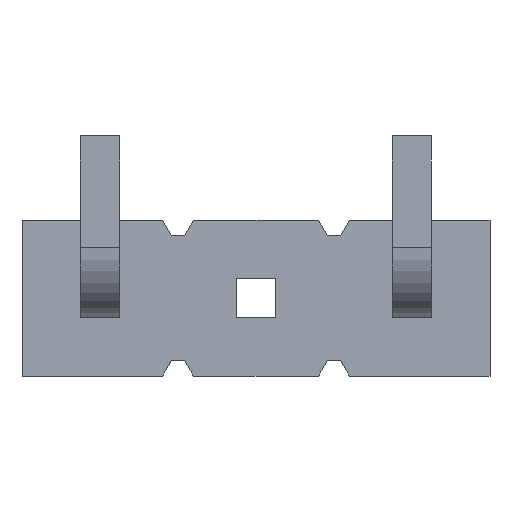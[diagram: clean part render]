
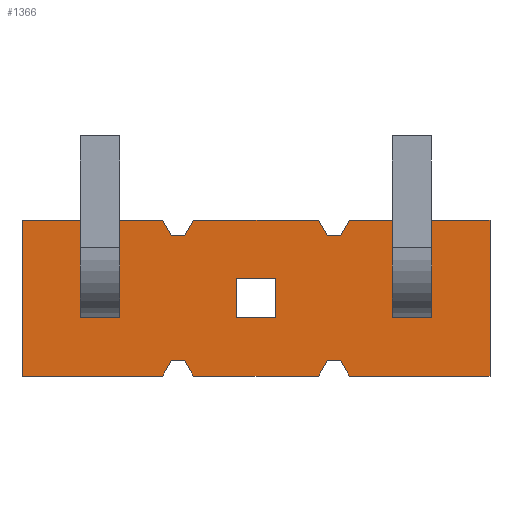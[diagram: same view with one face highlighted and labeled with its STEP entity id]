
A CAD part, front view. The second image highlights one B-rep face of the part: STEP entity #1366.
In plain terms, the highlighted planar face has unit normal (0, -1, 0).
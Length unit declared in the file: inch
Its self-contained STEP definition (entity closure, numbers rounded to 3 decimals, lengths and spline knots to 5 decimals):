
#267=ORIENTED_EDGE('',*,*,#555,.T.);
#268=ORIENTED_EDGE('',*,*,#556,.T.);
#269=ORIENTED_EDGE('',*,*,#557,.T.);
#270=ORIENTED_EDGE('',*,*,#558,.T.);
#271=ORIENTED_EDGE('',*,*,#559,.T.);
#272=ORIENTED_EDGE('',*,*,#560,.T.);
#273=ORIENTED_EDGE('',*,*,#561,.T.);
#274=ORIENTED_EDGE('',*,*,#562,.T.);
#275=ORIENTED_EDGE('',*,*,#563,.T.);
#276=ORIENTED_EDGE('',*,*,#564,.T.);
#277=ORIENTED_EDGE('',*,*,#565,.T.);
#278=ORIENTED_EDGE('',*,*,#566,.T.);
#279=ORIENTED_EDGE('',*,*,#567,.T.);
#280=ORIENTED_EDGE('',*,*,#568,.T.);
#281=ORIENTED_EDGE('',*,*,#569,.T.);
#282=ORIENTED_EDGE('',*,*,#570,.F.);
#283=ORIENTED_EDGE('',*,*,#571,.T.);
#284=ORIENTED_EDGE('',*,*,#572,.T.);
#285=ORIENTED_EDGE('',*,*,#573,.T.);
#286=ORIENTED_EDGE('',*,*,#574,.F.);
#287=ORIENTED_EDGE('',*,*,#575,.F.);
#288=ORIENTED_EDGE('',*,*,#576,.F.);
#289=ORIENTED_EDGE('',*,*,#577,.T.);
#290=ORIENTED_EDGE('',*,*,#578,.T.);
#291=ORIENTED_EDGE('',*,*,#579,.T.);
#292=ORIENTED_EDGE('',*,*,#580,.F.);
#293=ORIENTED_EDGE('',*,*,#581,.T.);
#294=ORIENTED_EDGE('',*,*,#582,.T.);
#295=ORIENTED_EDGE('',*,*,#583,.T.);
#296=ORIENTED_EDGE('',*,*,#584,.F.);
#297=ORIENTED_EDGE('',*,*,#585,.F.);
#298=ORIENTED_EDGE('',*,*,#586,.F.);
#555=EDGE_CURVE('',#715,#716,#867,.T.);
#556=EDGE_CURVE('',#716,#717,#868,.T.);
#557=EDGE_CURVE('',#717,#718,#869,.T.);
#558=EDGE_CURVE('',#718,#715,#870,.T.);
#559=EDGE_CURVE('',#719,#720,#871,.T.);
#560=EDGE_CURVE('',#720,#721,#872,.T.);
#561=EDGE_CURVE('',#721,#722,#873,.T.);
#562=EDGE_CURVE('',#722,#719,#874,.T.);
#563=EDGE_CURVE('',#723,#724,#875,.T.);
#564=EDGE_CURVE('',#724,#725,#876,.T.);
#565=EDGE_CURVE('',#725,#726,#877,.T.);
#566=EDGE_CURVE('',#726,#723,#878,.T.);
#567=EDGE_CURVE('',#727,#728,#879,.T.);
#568=EDGE_CURVE('',#728,#729,#880,.T.);
#569=EDGE_CURVE('',#729,#730,#881,.T.);
#570=EDGE_CURVE('',#731,#730,#882,.T.);
#571=EDGE_CURVE('',#731,#732,#883,.T.);
#572=EDGE_CURVE('',#732,#733,#884,.T.);
#573=EDGE_CURVE('',#733,#734,#885,.T.);
#574=EDGE_CURVE('',#735,#734,#886,.T.);
#575=EDGE_CURVE('',#736,#735,#887,.T.);
#576=EDGE_CURVE('',#737,#736,#888,.T.);
#577=EDGE_CURVE('',#737,#738,#889,.T.);
#578=EDGE_CURVE('',#738,#739,#890,.T.);
#579=EDGE_CURVE('',#739,#740,#891,.T.);
#580=EDGE_CURVE('',#741,#740,#892,.T.);
#581=EDGE_CURVE('',#741,#742,#893,.T.);
#582=EDGE_CURVE('',#742,#743,#894,.T.);
#583=EDGE_CURVE('',#743,#744,#895,.T.);
#584=EDGE_CURVE('',#745,#744,#896,.T.);
#585=EDGE_CURVE('',#746,#745,#897,.T.);
#586=EDGE_CURVE('',#727,#746,#898,.T.);
#715=VERTEX_POINT('',#2108);
#716=VERTEX_POINT('',#2109);
#717=VERTEX_POINT('',#2111);
#718=VERTEX_POINT('',#2113);
#719=VERTEX_POINT('',#2116);
#720=VERTEX_POINT('',#2117);
#721=VERTEX_POINT('',#2119);
#722=VERTEX_POINT('',#2121);
#723=VERTEX_POINT('',#2124);
#724=VERTEX_POINT('',#2125);
#725=VERTEX_POINT('',#2127);
#726=VERTEX_POINT('',#2129);
#727=VERTEX_POINT('',#2132);
#728=VERTEX_POINT('',#2133);
#729=VERTEX_POINT('',#2135);
#730=VERTEX_POINT('',#2137);
#731=VERTEX_POINT('',#2139);
#732=VERTEX_POINT('',#2141);
#733=VERTEX_POINT('',#2143);
#734=VERTEX_POINT('',#2145);
#735=VERTEX_POINT('',#2147);
#736=VERTEX_POINT('',#2149);
#737=VERTEX_POINT('',#2151);
#738=VERTEX_POINT('',#2153);
#739=VERTEX_POINT('',#2155);
#740=VERTEX_POINT('',#2157);
#741=VERTEX_POINT('',#2159);
#742=VERTEX_POINT('',#2161);
#743=VERTEX_POINT('',#2163);
#744=VERTEX_POINT('',#2165);
#745=VERTEX_POINT('',#2167);
#746=VERTEX_POINT('',#2169);
#867=LINE('',#2107,#1051);
#868=LINE('',#2110,#1052);
#869=LINE('',#2112,#1053);
#870=LINE('',#2114,#1054);
#871=LINE('',#2115,#1055);
#872=LINE('',#2118,#1056);
#873=LINE('',#2120,#1057);
#874=LINE('',#2122,#1058);
#875=LINE('',#2123,#1059);
#876=LINE('',#2126,#1060);
#877=LINE('',#2128,#1061);
#878=LINE('',#2130,#1062);
#879=LINE('',#2131,#1063);
#880=LINE('',#2134,#1064);
#881=LINE('',#2136,#1065);
#882=LINE('',#2138,#1066);
#883=LINE('',#2140,#1067);
#884=LINE('',#2142,#1068);
#885=LINE('',#2144,#1069);
#886=LINE('',#2146,#1070);
#887=LINE('',#2148,#1071);
#888=LINE('',#2150,#1072);
#889=LINE('',#2152,#1073);
#890=LINE('',#2154,#1074);
#891=LINE('',#2156,#1075);
#892=LINE('',#2158,#1076);
#893=LINE('',#2160,#1077);
#894=LINE('',#2162,#1078);
#895=LINE('',#2164,#1079);
#896=LINE('',#2166,#1080);
#897=LINE('',#2168,#1081);
#898=LINE('',#2170,#1082);
#1051=VECTOR('',#1715,39.37008);
#1052=VECTOR('',#1716,39.37008);
#1053=VECTOR('',#1717,39.37008);
#1054=VECTOR('',#1718,39.37008);
#1055=VECTOR('',#1719,39.37008);
#1056=VECTOR('',#1720,39.37008);
#1057=VECTOR('',#1721,39.37008);
#1058=VECTOR('',#1722,39.37008);
#1059=VECTOR('',#1723,39.37008);
#1060=VECTOR('',#1724,39.37008);
#1061=VECTOR('',#1725,39.37008);
#1062=VECTOR('',#1726,39.37008);
#1063=VECTOR('',#1727,39.37008);
#1064=VECTOR('',#1728,39.37008);
#1065=VECTOR('',#1729,39.37008);
#1066=VECTOR('',#1730,39.37008);
#1067=VECTOR('',#1731,39.37008);
#1068=VECTOR('',#1732,39.37008);
#1069=VECTOR('',#1733,39.37008);
#1070=VECTOR('',#1734,39.37008);
#1071=VECTOR('',#1735,39.37008);
#1072=VECTOR('',#1736,39.37008);
#1073=VECTOR('',#1737,39.37008);
#1074=VECTOR('',#1738,39.37008);
#1075=VECTOR('',#1739,39.37008);
#1076=VECTOR('',#1740,39.37008);
#1077=VECTOR('',#1741,39.37008);
#1078=VECTOR('',#1742,39.37008);
#1079=VECTOR('',#1743,39.37008);
#1080=VECTOR('',#1744,39.37008);
#1081=VECTOR('',#1745,39.37008);
#1082=VECTOR('',#1746,39.37008);
#1155=EDGE_LOOP('',(#267,#268,#269,#270));
#1156=EDGE_LOOP('',(#271,#272,#273,#274));
#1157=EDGE_LOOP('',(#275,#276,#277,#278));
#1158=EDGE_LOOP('',(#279,#280,#281,#282,#283,#284,#285,#286,#287,#288,#289,
#290,#291,#292,#293,#294,#295,#296,#297,#298));
#1231=FACE_BOUND('',#1155,.T.);
#1232=FACE_BOUND('',#1156,.T.);
#1233=FACE_BOUND('',#1157,.T.);
#1234=FACE_BOUND('',#1158,.T.);
#1298=PLANE('',#1469);
#1366=ADVANCED_FACE('',(#1231,#1232,#1233,#1234),#1298,.F.);
#1469=AXIS2_PLACEMENT_3D('',#2106,#1713,#1714);
#1713=DIRECTION('',(0.,1.,0.));
#1714=DIRECTION('',(0.,0.,1.));
#1715=DIRECTION('',(0.,0.,1.));
#1716=DIRECTION('',(1.,0.,0.));
#1717=DIRECTION('',(0.,0.,-1.));
#1718=DIRECTION('',(-1.,0.,0.));
#1719=DIRECTION('',(0.,0.,1.));
#1720=DIRECTION('',(1.,0.,0.));
#1721=DIRECTION('',(0.,0.,-1.));
#1722=DIRECTION('',(-1.,0.,0.));
#1723=DIRECTION('',(0.,0.,1.));
#1724=DIRECTION('',(1.,0.,0.));
#1725=DIRECTION('',(0.,0.,-1.));
#1726=DIRECTION('',(-1.,0.,0.));
#1727=DIRECTION('',(0.5,0.,0.866));
#1728=DIRECTION('',(1.,0.,0.));
#1729=DIRECTION('',(0.5,0.,-0.866));
#1730=DIRECTION('',(-1.,0.,0.));
#1731=DIRECTION('',(0.5,0.,0.866));
#1732=DIRECTION('',(1.,0.,0.));
#1733=DIRECTION('',(0.5,0.,-0.866));
#1734=DIRECTION('',(-1.,0.,0.));
#1735=DIRECTION('',(0.,0.,-1.));
#1736=DIRECTION('',(1.,0.,0.));
#1737=DIRECTION('',(-0.5,0.,-0.866));
#1738=DIRECTION('',(-1.,0.,0.));
#1739=DIRECTION('',(-0.5,0.,0.866));
#1740=DIRECTION('',(1.,0.,0.));
#1741=DIRECTION('',(-0.5,0.,-0.866));
#1742=DIRECTION('',(-1.,0.,0.));
#1743=DIRECTION('',(-0.5,0.,0.866));
#1744=DIRECTION('',(1.,0.,0.));
#1745=DIRECTION('',(0.,0.,1.));
#1746=DIRECTION('',(-1.,0.,0.));
#2106=CARTESIAN_POINT('',(0.,-0.05,0.));
#2107=CARTESIAN_POINT('',(-0.1125,-0.05,-0.0125));
#2108=CARTESIAN_POINT('',(-0.1125,-0.05,-0.0125));
#2109=CARTESIAN_POINT('',(-0.1125,-0.05,0.0125));
#2110=CARTESIAN_POINT('',(-0.1125,-0.05,0.0125));
#2111=CARTESIAN_POINT('',(-0.0875,-0.05,0.0125));
#2112=CARTESIAN_POINT('',(-0.0875,-0.05,0.0125));
#2113=CARTESIAN_POINT('',(-0.0875,-0.05,-0.0125));
#2114=CARTESIAN_POINT('',(-0.0875,-0.05,-0.0125));
#2115=CARTESIAN_POINT('',(-0.0125,-0.05,-0.0125));
#2116=CARTESIAN_POINT('',(-0.0125,-0.05,-0.0125));
#2117=CARTESIAN_POINT('',(-0.0125,-0.05,0.0125));
#2118=CARTESIAN_POINT('',(-0.0125,-0.05,0.0125));
#2119=CARTESIAN_POINT('',(0.0125,-0.05,0.0125));
#2120=CARTESIAN_POINT('',(0.0125,-0.05,0.0125));
#2121=CARTESIAN_POINT('',(0.0125,-0.05,-0.0125));
#2122=CARTESIAN_POINT('',(0.0125,-0.05,-0.0125));
#2123=CARTESIAN_POINT('',(0.0875,-0.05,-0.0125));
#2124=CARTESIAN_POINT('',(0.0875,-0.05,-0.0125));
#2125=CARTESIAN_POINT('',(0.0875,-0.05,0.0125));
#2126=CARTESIAN_POINT('',(0.0875,-0.05,0.0125));
#2127=CARTESIAN_POINT('',(0.1125,-0.05,0.0125));
#2128=CARTESIAN_POINT('',(0.1125,-0.05,0.0125));
#2129=CARTESIAN_POINT('',(0.1125,-0.05,-0.0125));
#2130=CARTESIAN_POINT('',(0.1125,-0.05,-0.0125));
#2131=CARTESIAN_POINT('',(-0.06,-0.05,-0.05));
#2132=CARTESIAN_POINT('',(-0.06,-0.05,-0.05));
#2133=CARTESIAN_POINT('',(-0.05423,-0.05,-0.04));
#2134=CARTESIAN_POINT('',(-0.05423,-0.05,-0.04));
#2135=CARTESIAN_POINT('',(-0.04577,-0.05,-0.04));
#2136=CARTESIAN_POINT('',(-0.04577,-0.05,-0.04));
#2137=CARTESIAN_POINT('',(-0.04,-0.05,-0.05));
#2138=CARTESIAN_POINT('',(0.15,-0.05,-0.05));
#2139=CARTESIAN_POINT('',(0.04,-0.05,-0.05));
#2140=CARTESIAN_POINT('',(0.04,-0.05,-0.05));
#2141=CARTESIAN_POINT('',(0.04577,-0.05,-0.04));
#2142=CARTESIAN_POINT('',(0.04577,-0.05,-0.04));
#2143=CARTESIAN_POINT('',(0.05423,-0.05,-0.04));
#2144=CARTESIAN_POINT('',(0.05423,-0.05,-0.04));
#2145=CARTESIAN_POINT('',(0.06,-0.05,-0.05));
#2146=CARTESIAN_POINT('',(0.15,-0.05,-0.05));
#2147=CARTESIAN_POINT('',(0.15,-0.05,-0.05));
#2148=CARTESIAN_POINT('',(0.15,-0.05,0.05));
#2149=CARTESIAN_POINT('',(0.15,-0.05,0.05));
#2150=CARTESIAN_POINT('',(-0.15,-0.05,0.05));
#2151=CARTESIAN_POINT('',(0.06,-0.05,0.05));
#2152=CARTESIAN_POINT('',(0.06,-0.05,0.05));
#2153=CARTESIAN_POINT('',(0.05423,-0.05,0.04));
#2154=CARTESIAN_POINT('',(0.05423,-0.05,0.04));
#2155=CARTESIAN_POINT('',(0.04577,-0.05,0.04));
#2156=CARTESIAN_POINT('',(0.04577,-0.05,0.04));
#2157=CARTESIAN_POINT('',(0.04,-0.05,0.05));
#2158=CARTESIAN_POINT('',(-0.15,-0.05,0.05));
#2159=CARTESIAN_POINT('',(-0.04,-0.05,0.05));
#2160=CARTESIAN_POINT('',(-0.04,-0.05,0.05));
#2161=CARTESIAN_POINT('',(-0.04577,-0.05,0.04));
#2162=CARTESIAN_POINT('',(-0.04577,-0.05,0.04));
#2163=CARTESIAN_POINT('',(-0.05423,-0.05,0.04));
#2164=CARTESIAN_POINT('',(-0.05423,-0.05,0.04));
#2165=CARTESIAN_POINT('',(-0.06,-0.05,0.05));
#2166=CARTESIAN_POINT('',(-0.15,-0.05,0.05));
#2167=CARTESIAN_POINT('',(-0.15,-0.05,0.05));
#2168=CARTESIAN_POINT('',(-0.15,-0.05,-0.05));
#2169=CARTESIAN_POINT('',(-0.15,-0.05,-0.05));
#2170=CARTESIAN_POINT('',(0.15,-0.05,-0.05));
